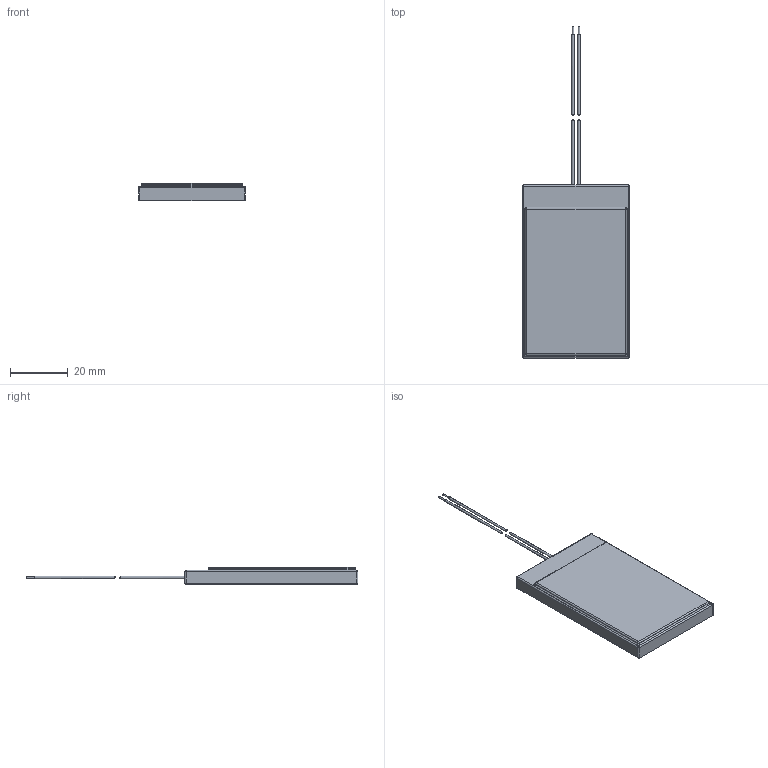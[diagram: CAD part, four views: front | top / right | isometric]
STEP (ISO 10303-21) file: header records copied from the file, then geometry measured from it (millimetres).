
FILE_DESCRIPTION(/* description */ ('','CAx-IF Rec.Pracs.---Representation and Presentation of Product Manufacturing Information (PMI)---4.0---2014-10-13'),/* implementation_level */ '2;1');
FILE_NAME(/* name */ 'ICP543759PMT.step',/* time_stamp */ '2025-02-12T14:27:33+02:00',/* author */ (''),/* organization */ (''),/* preprocessor_version */ 'ST-DEVELOPER v20',/* originating_system */ 'Autodesk Translation Framework v13.20.0.188',/* authorisation */ '');
FILE_SCHEMA (('AP242_MANAGED_MODEL_BASED_3D_ENGINEERING_MIM_LF { 1 0 10303 442 1 1 4 }'));
Length unit declared in the file: millimetre
Products named in the file (1): ICP543759PMT
Bounding box: 37 x 115 x 5.9 mm (x, y, z)
Volume: 12696.4 mm3; surface area: 6036 mm2
Topology: 9 solids, 9 shells, 76 faces, 143 edges, 86 vertices
Faces by surface type: cylinder 35, plane 19, sphere 10, bspline 8, torus 4
Full cylindrical faces by diameter (mm): 0.55 x6, 0.8 x4
Entity records: 3658 total; most frequent: CARTESIAN_POINT 2081, DIRECTION 318, ORIENTED_EDGE 288, EDGE_CURVE 144, AXIS2_PLACEMENT_3D 129, VERTEX_POINT 87, EDGE_LOOP 85, FACE_OUTER_BOUND 76
